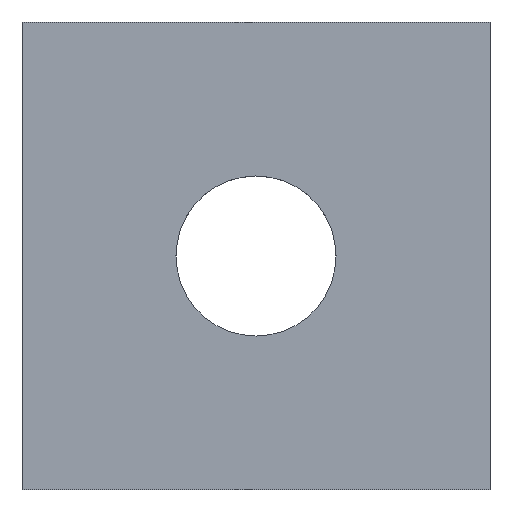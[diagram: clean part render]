
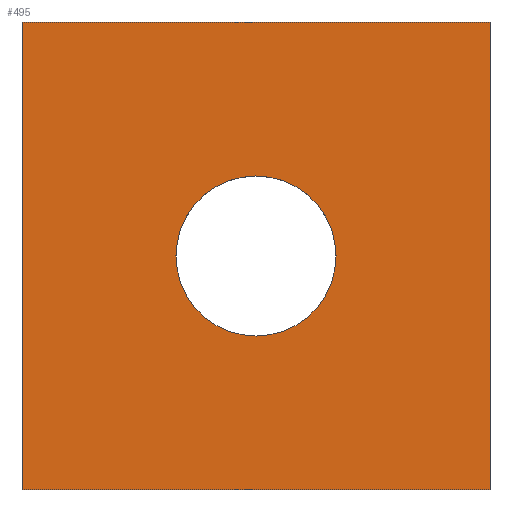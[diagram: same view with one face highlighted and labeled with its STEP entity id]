
A CAD part, top view. The second image highlights one B-rep face of the part: STEP entity #495.
In plain terms, the highlighted planar face has unit normal (0, 0, 1).
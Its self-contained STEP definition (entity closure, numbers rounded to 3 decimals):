
#174=CARTESIAN_POINT('',(0.171,-0.5,0.));
#175=VERTEX_POINT('',#174);
#191=CARTESIAN_POINT('',(-0.171,-0.5,0.));
#192=VERTEX_POINT('',#191);
#199=CARTESIAN_POINT('',(0.0,-0.5,0.));
#200=DIRECTION('',(0.0,0.0,-1.0));
#201=DIRECTION('',(1.0,0.0,0.0));
#202=AXIS2_PLACEMENT_3D('',#199,#200,#201);
#203=CIRCLE('',#202,0.171);
#204=EDGE_CURVE('',#175,#192,#203,.T.);
#215=CARTESIAN_POINT('',(0.0,-0.5,0.));
#216=DIRECTION('',(0.0,0.0,-1.0));
#217=DIRECTION('',(1.0,0.0,0.0));
#218=AXIS2_PLACEMENT_3D('',#215,#216,#217);
#219=CIRCLE('',#218,0.171);
#220=EDGE_CURVE('',#192,#175,#219,.T.);
#262=CARTESIAN_POINT('',(-0.5,-1.,0.));
#263=VERTEX_POINT('',#262);
#281=CARTESIAN_POINT('',(0.5,-1.0,0.));
#282=VERTEX_POINT('',#281);
#290=CARTESIAN_POINT('',(0.5,-1.0,0.));
#291=DIRECTION('',(-1.0,0.0,0.0));
#292=VECTOR('',#291,1.0);
#293=LINE('',#290,#292);
#294=EDGE_CURVE('',#282,#263,#293,.T.);
#440=CARTESIAN_POINT('',(-0.5,0.,0.));
#441=VERTEX_POINT('',#440);
#448=CARTESIAN_POINT('',(0.5,0.,0.));
#449=VERTEX_POINT('',#448);
#450=CARTESIAN_POINT('',(0.5,0.,0.));
#451=DIRECTION('',(-1.0,0.0,0.0));
#452=VECTOR('',#451,1.0);
#453=LINE('',#450,#452);
#454=EDGE_CURVE('',#449,#441,#453,.T.);
#470=CARTESIAN_POINT('',(0.5,0.,0.));
#471=DIRECTION('',(0.0,0.0,1.0));
#472=DIRECTION('',(0.0,-1.0,0.0));
#473=AXIS2_PLACEMENT_3D('',#470,#471,#472);
#474=PLANE('',#473);
#475=CARTESIAN_POINT('',(-0.5,0.,0.));
#476=DIRECTION('',(0.0,-1.0,0.0));
#477=VECTOR('',#476,1.0);
#478=LINE('',#475,#477);
#479=EDGE_CURVE('',#441,#263,#478,.T.);
#480=ORIENTED_EDGE('',*,*,#479,.T.);
#481=ORIENTED_EDGE('',*,*,#294,.F.);
#482=CARTESIAN_POINT('',(0.5,-1.0,0.));
#483=DIRECTION('',(0.0,1.0,0.0));
#484=VECTOR('',#483,1.0);
#485=LINE('',#482,#484);
#486=EDGE_CURVE('',#282,#449,#485,.T.);
#487=ORIENTED_EDGE('',*,*,#486,.T.);
#488=ORIENTED_EDGE('',*,*,#454,.T.);
#489=EDGE_LOOP('',(#480,#481,#487,#488));
#490=FACE_OUTER_BOUND('',#489,.T.);
#491=ORIENTED_EDGE('',*,*,#204,.T.);
#492=ORIENTED_EDGE('',*,*,#220,.T.);
#493=EDGE_LOOP('',(#491,#492));
#494=FACE_BOUND('',#493,.T.);
#495=ADVANCED_FACE('',(#490,#494),#474,.T.);
